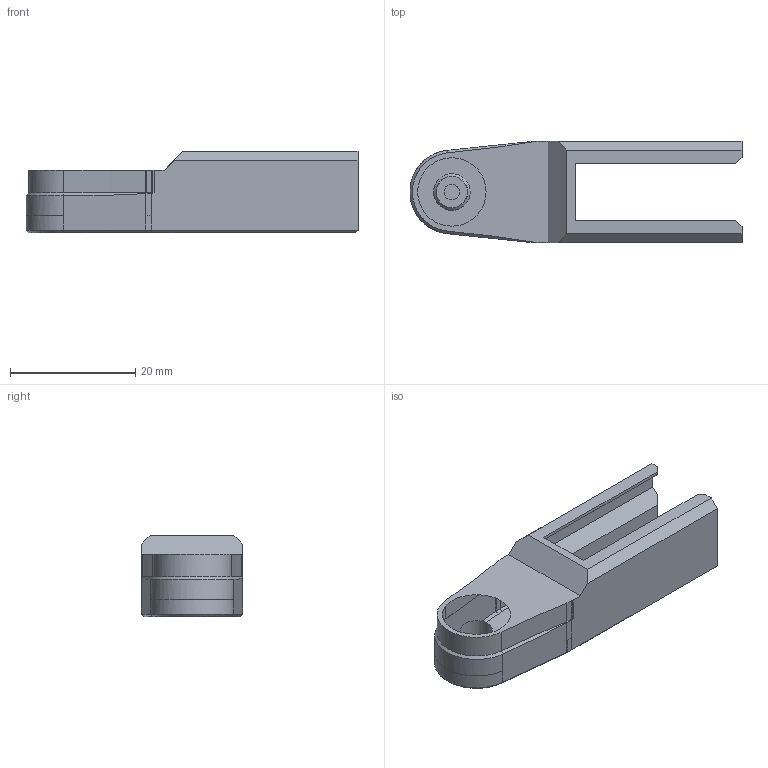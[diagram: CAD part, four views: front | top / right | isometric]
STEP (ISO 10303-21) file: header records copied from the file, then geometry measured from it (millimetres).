
FILE_DESCRIPTION(/* description */ (''),/* implementation_level */ '2;1');
FILE_NAME(/* name */ 'probe_arm.step',/* time_stamp */ '2024-07-19T14:47:15+05:30',/* author */ (''),/* organization */ (''),/* preprocessor_version */ 'ST-DEVELOPER v20',/* originating_system */ 'Autodesk Translation Framework v13.14.0.145',/* authorisation */ '');
FILE_SCHEMA (('AUTOMOTIVE_DESIGN { 1 0 10303 214 3 1 1 }'));
Length unit declared in the file: millimetre
Products named in the file (1): probe_arm
Bounding box: 53.1 x 16.2 x 13 mm (x, y, z)
Volume: 5401.3 mm3; surface area: 3576.5 mm2
Topology: 1 solids, 1 shells, 90 faces, 209 edges, 126 vertices
Faces by surface type: plane 45, bspline 32, cylinder 8, cone 5
Full cylindrical faces by diameter (mm): 2.5 x1, 2.9 x1, 5 x1, 5.05 x1, 6 x1
Entity records: 3118 total; most frequent: CARTESIAN_POINT 1220, ORIENTED_EDGE 418, DIRECTION 302, EDGE_CURVE 209, LINE 140, VECTOR 140, VERTEX_POINT 126, EDGE_LOOP 95
